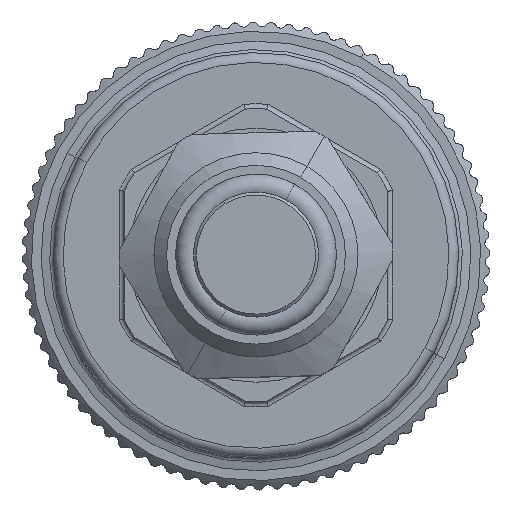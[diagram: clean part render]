
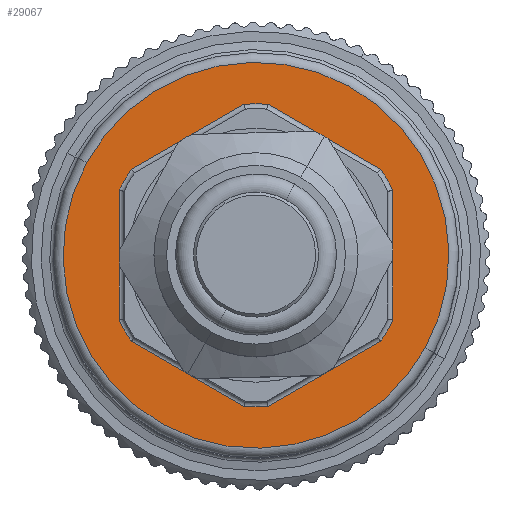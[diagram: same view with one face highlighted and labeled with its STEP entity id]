
A CAD part, top view. The second image highlights one B-rep face of the part: STEP entity #29067.
In plain terms, the highlighted planar face has unit normal (0, 0, 1).
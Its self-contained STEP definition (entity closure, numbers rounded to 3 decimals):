
#28918=CARTESIAN_POINT('Vertex',(-20.554,40.944,-11.065)) ;
#28921=CARTESIAN_POINT('Axis2P3D Location',(-37.886,50.413,-11.065)) ;
#28925=CARTESIAN_POINT('Vertex',(-55.219,59.882,-11.065)) ;
#28940=CARTESIAN_POINT('Axis2P3D Location',(-37.886,50.413,-11.065)) ;
#28952=CARTESIAN_POINT('Axis2P3D Location',(-52.886,50.413,-11.065)) ;
#28961=CARTESIAN_POINT('Axis2P3D Location',(-37.886,50.413,-11.065)) ;
#28965=CARTESIAN_POINT('Vertex',(-25.126,41.615,-11.065)) ;
#28967=CARTESIAN_POINT('Vertex',(-23.886,43.761,-11.065)) ;
#28970=CARTESIAN_POINT('Line Origine',(-30.886,38.289,-11.065)) ;
#28974=CARTESIAN_POINT('Vertex',(-36.647,34.963,-11.065)) ;
#28977=CARTESIAN_POINT('Axis2P3D Location',(-37.886,50.413,-11.065)) ;
#28981=CARTESIAN_POINT('Vertex',(-39.126,34.963,-11.065)) ;
#28984=CARTESIAN_POINT('Line Origine',(-44.886,38.289,-11.065)) ;
#28988=CARTESIAN_POINT('Vertex',(-50.647,41.615,-11.065)) ;
#28991=CARTESIAN_POINT('Axis2P3D Location',(-37.886,50.413,-11.065)) ;
#28995=CARTESIAN_POINT('Vertex',(-51.886,43.761,-11.065)) ;
#28998=CARTESIAN_POINT('Line Origine',(-51.886,50.413,-11.065)) ;
#29002=CARTESIAN_POINT('Vertex',(-51.886,57.065,-11.065)) ;
#29005=CARTESIAN_POINT('Axis2P3D Location',(-37.886,50.413,-11.065)) ;
#29009=CARTESIAN_POINT('Vertex',(-51.489,57.844,-11.065)) ;
#29012=CARTESIAN_POINT('Axis2P3D Location',(-37.886,50.413,-11.065)) ;
#29016=CARTESIAN_POINT('Vertex',(-50.647,59.211,-11.065)) ;
#29019=CARTESIAN_POINT('Line Origine',(-44.886,62.537,-11.065)) ;
#29023=CARTESIAN_POINT('Vertex',(-39.126,65.863,-11.065)) ;
#29026=CARTESIAN_POINT('Axis2P3D Location',(-37.886,50.413,-11.065)) ;
#29030=CARTESIAN_POINT('Vertex',(-36.647,65.863,-11.065)) ;
#29033=CARTESIAN_POINT('Line Origine',(-30.886,62.537,-11.065)) ;
#29037=CARTESIAN_POINT('Vertex',(-25.126,59.211,-11.065)) ;
#29040=CARTESIAN_POINT('Axis2P3D Location',(-37.886,50.413,-11.065)) ;
#29044=CARTESIAN_POINT('Vertex',(-23.886,57.065,-11.065)) ;
#29047=CARTESIAN_POINT('Line Origine',(-23.886,50.413,-11.065)) ;
#28922=DIRECTION('Axis2P3D Direction',(0.,0.,-1.)) ;
#28941=DIRECTION('Axis2P3D Direction',(0.,0.,-1.)) ;
#28953=DIRECTION('Axis2P3D Direction',(0.,0.,-1.)) ;
#28954=DIRECTION('Axis2P3D XDirection',(0.,1.,0.)) ;
#28962=DIRECTION('Axis2P3D Direction',(0.,0.,-1.)) ;
#28971=DIRECTION('Vector Direction',(-0.866,-0.5,0.)) ;
#28978=DIRECTION('Axis2P3D Direction',(0.,0.,-1.)) ;
#28985=DIRECTION('Vector Direction',(-0.866,0.5,0.)) ;
#28992=DIRECTION('Axis2P3D Direction',(0.,0.,-1.)) ;
#28999=DIRECTION('Vector Direction',(0.,1.,0.)) ;
#29006=DIRECTION('Axis2P3D Direction',(0.,0.,-1.)) ;
#29013=DIRECTION('Axis2P3D Direction',(0.,0.,-1.)) ;
#29020=DIRECTION('Vector Direction',(0.866,0.5,0.)) ;
#29027=DIRECTION('Axis2P3D Direction',(0.,0.,-1.)) ;
#29034=DIRECTION('Vector Direction',(0.866,-0.5,0.)) ;
#29041=DIRECTION('Axis2P3D Direction',(0.,0.,-1.)) ;
#29048=DIRECTION('Vector Direction',(0.,-1.,0.)) ;
#28923=AXIS2_PLACEMENT_3D('Circle Axis2P3D',#28921,#28922,$) ;
#28942=AXIS2_PLACEMENT_3D('Circle Axis2P3D',#28940,#28941,$) ;
#28955=AXIS2_PLACEMENT_3D('Plane Axis2P3D',#28952,#28953,#28954) ;
#28963=AXIS2_PLACEMENT_3D('Circle Axis2P3D',#28961,#28962,$) ;
#28979=AXIS2_PLACEMENT_3D('Circle Axis2P3D',#28977,#28978,$) ;
#28993=AXIS2_PLACEMENT_3D('Circle Axis2P3D',#28991,#28992,$) ;
#29007=AXIS2_PLACEMENT_3D('Circle Axis2P3D',#29005,#29006,$) ;
#29014=AXIS2_PLACEMENT_3D('Circle Axis2P3D',#29012,#29013,$) ;
#29028=AXIS2_PLACEMENT_3D('Circle Axis2P3D',#29026,#29027,$) ;
#29042=AXIS2_PLACEMENT_3D('Circle Axis2P3D',#29040,#29041,$) ;
#28958=ORIENTED_EDGE('',*,*,#28944,.F.) ;
#28959=ORIENTED_EDGE('',*,*,#28927,.F.) ;
#29053=ORIENTED_EDGE('',*,*,#28969,.F.) ;
#29054=ORIENTED_EDGE('',*,*,#28976,.T.) ;
#29055=ORIENTED_EDGE('',*,*,#28983,.T.) ;
#29056=ORIENTED_EDGE('',*,*,#28990,.T.) ;
#29057=ORIENTED_EDGE('',*,*,#28997,.T.) ;
#29058=ORIENTED_EDGE('',*,*,#29004,.T.) ;
#29059=ORIENTED_EDGE('',*,*,#29011,.F.) ;
#29060=ORIENTED_EDGE('',*,*,#29018,.T.) ;
#29061=ORIENTED_EDGE('',*,*,#29025,.T.) ;
#29062=ORIENTED_EDGE('',*,*,#29032,.T.) ;
#29063=ORIENTED_EDGE('',*,*,#29039,.T.) ;
#29064=ORIENTED_EDGE('',*,*,#29046,.T.) ;
#29065=ORIENTED_EDGE('',*,*,#29051,.T.) ;
#29066=FACE_BOUND('',#29052,.T.) ;
#28972=VECTOR('Line Direction',#28971,1.) ;
#28986=VECTOR('Line Direction',#28985,1.) ;
#29000=VECTOR('Line Direction',#28999,1.) ;
#29021=VECTOR('Line Direction',#29020,1.) ;
#29035=VECTOR('Line Direction',#29034,1.) ;
#29049=VECTOR('Line Direction',#29048,1.) ;
#29067=ADVANCED_FACE('PartBody',(#28960,#29066),#28956,.F.) ;
#28924=CIRCLE('generated circle',#28923,19.75) ;
#28943=CIRCLE('generated circle',#28942,19.75) ;
#28964=CIRCLE('generated circle',#28963,15.5) ;
#28980=CIRCLE('generated circle',#28979,15.5) ;
#28994=CIRCLE('generated circle',#28993,15.5) ;
#29008=CIRCLE('generated circle',#29007,15.5) ;
#29015=CIRCLE('generated circle',#29014,15.5) ;
#29029=CIRCLE('generated circle',#29028,15.5) ;
#29043=CIRCLE('generated circle',#29042,15.5) ;
#28927=EDGE_CURVE('',#28919,#28926,#28924,.T.) ;
#28944=EDGE_CURVE('',#28926,#28919,#28943,.T.) ;
#28969=EDGE_CURVE('',#28966,#28968,#28964,.F.) ;
#28976=EDGE_CURVE('',#28966,#28975,#28973,.T.) ;
#28983=EDGE_CURVE('',#28975,#28982,#28980,.T.) ;
#28990=EDGE_CURVE('',#28982,#28989,#28987,.T.) ;
#28997=EDGE_CURVE('',#28989,#28996,#28994,.T.) ;
#29004=EDGE_CURVE('',#28996,#29003,#29001,.T.) ;
#29011=EDGE_CURVE('',#29010,#29003,#29008,.F.) ;
#29018=EDGE_CURVE('',#29010,#29017,#29015,.T.) ;
#29025=EDGE_CURVE('',#29017,#29024,#29022,.T.) ;
#29032=EDGE_CURVE('',#29024,#29031,#29029,.T.) ;
#29039=EDGE_CURVE('',#29031,#29038,#29036,.T.) ;
#29046=EDGE_CURVE('',#29038,#29045,#29043,.T.) ;
#29051=EDGE_CURVE('',#29045,#28968,#29050,.T.) ;
#28957=EDGE_LOOP('',(#28958,#28959)) ;
#29052=EDGE_LOOP('',(#29053,#29054,#29055,#29056,#29057,#29058,#29059,#29060,#29061,#29062,#29063,#29064,#29065)) ;
#28960=FACE_OUTER_BOUND('',#28957,.T.) ;
#28973=LINE('Line',#28970,#28972) ;
#28987=LINE('Line',#28984,#28986) ;
#29001=LINE('Line',#28998,#29000) ;
#29022=LINE('Line',#29019,#29021) ;
#29036=LINE('Line',#29033,#29035) ;
#29050=LINE('Line',#29047,#29049) ;
#28956=PLANE('',#28955) ;
#28919=VERTEX_POINT('',#28918) ;
#28926=VERTEX_POINT('',#28925) ;
#28966=VERTEX_POINT('',#28965) ;
#28968=VERTEX_POINT('',#28967) ;
#28975=VERTEX_POINT('',#28974) ;
#28982=VERTEX_POINT('',#28981) ;
#28989=VERTEX_POINT('',#28988) ;
#28996=VERTEX_POINT('',#28995) ;
#29003=VERTEX_POINT('',#29002) ;
#29010=VERTEX_POINT('',#29009) ;
#29017=VERTEX_POINT('',#29016) ;
#29024=VERTEX_POINT('',#29023) ;
#29031=VERTEX_POINT('',#29030) ;
#29038=VERTEX_POINT('',#29037) ;
#29045=VERTEX_POINT('',#29044) ;
